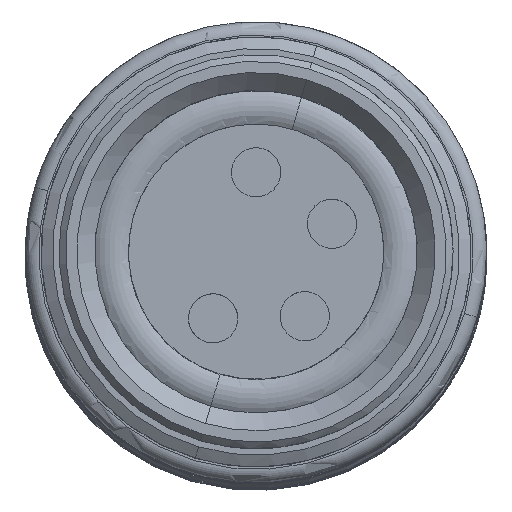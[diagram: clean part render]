
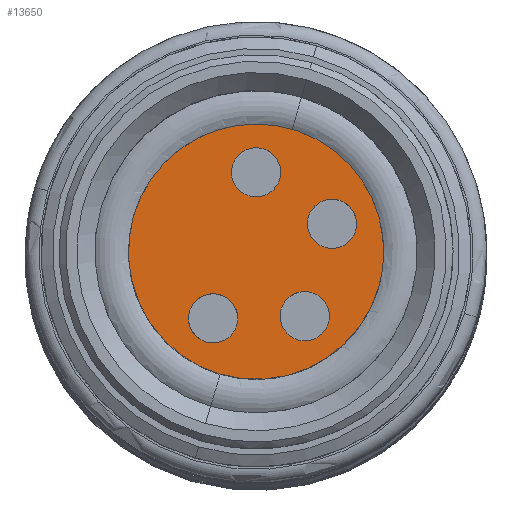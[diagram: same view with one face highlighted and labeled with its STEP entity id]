
A CAD part, top view. The second image highlights one B-rep face of the part: STEP entity #13650.
In plain terms, the highlighted planar face has unit normal (0, 0, 1).
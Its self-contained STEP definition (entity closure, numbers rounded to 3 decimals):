
#93=AXIS2_PLACEMENT_3D('Circle Axis2P3D',#91,#92,$) ;
#102=AXIS2_PLACEMENT_3D('Circle Axis2P3D',#100,#101,$) ;
#127=AXIS2_PLACEMENT_3D('Circle Axis2P3D',#125,#126,$) ;
#134=AXIS2_PLACEMENT_3D('Circle Axis2P3D',#132,#133,$) ;
#200=AXIS2_PLACEMENT_3D('Circle Axis2P3D',#198,#199,$) ;
#265=AXIS2_PLACEMENT_3D('Circle Axis2P3D',#263,#264,$) ;
#274=AXIS2_PLACEMENT_3D('Circle Axis2P3D',#272,#273,$) ;
#308=AXIS2_PLACEMENT_3D('Circle Axis2P3D',#306,#307,$) ;
#315=AXIS2_PLACEMENT_3D('Circle Axis2P3D',#313,#314,$) ;
#354=AXIS2_PLACEMENT_3D('Circle Axis2P3D',#352,#353,$) ;
#361=AXIS2_PLACEMENT_3D('Circle Axis2P3D',#359,#360,$) ;
#386=AXIS2_PLACEMENT_3D('Circle Axis2P3D',#384,#385,$) ;
#393=AXIS2_PLACEMENT_3D('Circle Axis2P3D',#391,#392,$) ;
#411=AXIS2_PLACEMENT_3D('Circle Axis2P3D',#409,#410,$) ;
#420=AXIS2_PLACEMENT_3D('Circle Axis2P3D',#418,#419,$) ;
#454=AXIS2_PLACEMENT_3D('Circle Axis2P3D',#452,#453,$) ;
#461=AXIS2_PLACEMENT_3D('Circle Axis2P3D',#459,#460,$) ;
#13620=AXIS2_PLACEMENT_3D('Plane Axis2P3D',#13617,#13618,#13619) ;
#91=CARTESIAN_POINT('Axis2P3D Location',(4.193,3.668,111.5)) ;
#95=CARTESIAN_POINT('Vertex',(3.665,3.823,111.5)) ;
#97=CARTESIAN_POINT('Vertex',(4.038,3.14,111.5)) ;
#100=CARTESIAN_POINT('Axis2P3D Location',(4.193,3.668,111.5)) ;
#104=CARTESIAN_POINT('Vertex',(4.721,3.512,111.5)) ;
#125=CARTESIAN_POINT('Axis2P3D Location',(4.193,3.668,111.5)) ;
#129=CARTESIAN_POINT('Vertex',(4.348,4.195,111.5)) ;
#132=CARTESIAN_POINT('Axis2P3D Location',(4.193,3.668,111.5)) ;
#154=CARTESIAN_POINT('Vertex',(2.418,5.962,111.5)) ;
#195=CARTESIAN_POINT('Vertex',(7.887,4.353,111.5)) ;
#198=CARTESIAN_POINT('Axis2P3D Location',(5.152,5.157,111.5)) ;
#239=CARTESIAN_POINT('Control Point',(2.418,5.962,111.5)) ;
#240=CARTESIAN_POINT('Control Point',(2.671,6.821,111.5)) ;
#241=CARTESIAN_POINT('Control Point',(3.261,7.58,111.5)) ;
#242=CARTESIAN_POINT('Control Point',(4.14,8.06,111.5)) ;
#243=CARTESIAN_POINT('Control Point',(6.056,8.229,111.5)) ;
#244=CARTESIAN_POINT('Control Point',(7.575,7.049,111.5)) ;
#245=CARTESIAN_POINT('Control Point',(8.055,6.17,111.5)) ;
#246=CARTESIAN_POINT('Control Point',(8.139,5.212,111.5)) ;
#247=CARTESIAN_POINT('Control Point',(7.887,4.353,111.5)) ;
#263=CARTESIAN_POINT('Axis2P3D Location',(6.24,3.717,111.5)) ;
#267=CARTESIAN_POINT('Vertex',(5.713,3.872,111.5)) ;
#269=CARTESIAN_POINT('Vertex',(6.085,3.189,111.5)) ;
#272=CARTESIAN_POINT('Axis2P3D Location',(6.24,3.717,111.5)) ;
#276=CARTESIAN_POINT('Vertex',(6.768,3.562,111.5)) ;
#306=CARTESIAN_POINT('Axis2P3D Location',(6.24,3.717,111.5)) ;
#310=CARTESIAN_POINT('Vertex',(6.395,4.245,111.5)) ;
#313=CARTESIAN_POINT('Axis2P3D Location',(6.24,3.717,111.5)) ;
#349=CARTESIAN_POINT('Vertex',(6.319,5.935,111.5)) ;
#352=CARTESIAN_POINT('Axis2P3D Location',(6.847,5.78,111.5)) ;
#356=CARTESIAN_POINT('Vertex',(6.692,5.252,111.5)) ;
#359=CARTESIAN_POINT('Axis2P3D Location',(6.847,5.78,111.5)) ;
#363=CARTESIAN_POINT('Vertex',(7.375,5.624,111.5)) ;
#384=CARTESIAN_POINT('Axis2P3D Location',(6.847,5.78,111.5)) ;
#388=CARTESIAN_POINT('Vertex',(7.002,6.307,111.5)) ;
#391=CARTESIAN_POINT('Axis2P3D Location',(6.847,5.78,111.5)) ;
#409=CARTESIAN_POINT('Axis2P3D Location',(5.152,6.929,111.5)) ;
#413=CARTESIAN_POINT('Vertex',(4.625,7.085,111.5)) ;
#415=CARTESIAN_POINT('Vertex',(4.997,6.402,111.5)) ;
#418=CARTESIAN_POINT('Axis2P3D Location',(5.152,6.929,111.5)) ;
#422=CARTESIAN_POINT('Vertex',(5.68,6.774,111.5)) ;
#452=CARTESIAN_POINT('Axis2P3D Location',(5.152,6.929,111.5)) ;
#456=CARTESIAN_POINT('Vertex',(5.308,7.457,111.5)) ;
#459=CARTESIAN_POINT('Axis2P3D Location',(5.152,6.929,111.5)) ;
#13617=CARTESIAN_POINT('Axis2P3D Location',(5.152,5.157,111.5)) ;
#92=DIRECTION('Axis2P3D Direction',(0.,0.,1.)) ;
#101=DIRECTION('Axis2P3D Direction',(0.,0.,1.)) ;
#126=DIRECTION('Axis2P3D Direction',(0.,0.,1.)) ;
#133=DIRECTION('Axis2P3D Direction',(0.,0.,1.)) ;
#199=DIRECTION('Axis2P3D Direction',(0.,0.,1.)) ;
#264=DIRECTION('Axis2P3D Direction',(0.,0.,1.)) ;
#273=DIRECTION('Axis2P3D Direction',(0.,0.,1.)) ;
#307=DIRECTION('Axis2P3D Direction',(0.,0.,1.)) ;
#314=DIRECTION('Axis2P3D Direction',(0.,0.,1.)) ;
#353=DIRECTION('Axis2P3D Direction',(0.,0.,1.)) ;
#360=DIRECTION('Axis2P3D Direction',(0.,0.,1.)) ;
#385=DIRECTION('Axis2P3D Direction',(0.,0.,1.)) ;
#392=DIRECTION('Axis2P3D Direction',(0.,0.,1.)) ;
#410=DIRECTION('Axis2P3D Direction',(0.,0.,1.)) ;
#419=DIRECTION('Axis2P3D Direction',(0.,0.,1.)) ;
#453=DIRECTION('Axis2P3D Direction',(0.,0.,1.)) ;
#460=DIRECTION('Axis2P3D Direction',(0.,0.,1.)) ;
#13618=DIRECTION('Axis2P3D Direction',(0.,0.,-1.)) ;
#13619=DIRECTION('Axis2P3D XDirection',(0.959,-0.282,0.)) ;
#13623=ORIENTED_EDGE('',*,*,#248,.F.) ;
#13624=ORIENTED_EDGE('',*,*,#202,.F.) ;
#13627=ORIENTED_EDGE('',*,*,#271,.F.) ;
#13628=ORIENTED_EDGE('',*,*,#317,.F.) ;
#13629=ORIENTED_EDGE('',*,*,#312,.F.) ;
#13630=ORIENTED_EDGE('',*,*,#278,.F.) ;
#13633=ORIENTED_EDGE('',*,*,#358,.F.) ;
#13634=ORIENTED_EDGE('',*,*,#395,.F.) ;
#13635=ORIENTED_EDGE('',*,*,#390,.F.) ;
#13636=ORIENTED_EDGE('',*,*,#365,.F.) ;
#13639=ORIENTED_EDGE('',*,*,#417,.F.) ;
#13640=ORIENTED_EDGE('',*,*,#463,.F.) ;
#13641=ORIENTED_EDGE('',*,*,#458,.F.) ;
#13642=ORIENTED_EDGE('',*,*,#424,.F.) ;
#13645=ORIENTED_EDGE('',*,*,#99,.F.) ;
#13646=ORIENTED_EDGE('',*,*,#136,.F.) ;
#13647=ORIENTED_EDGE('',*,*,#131,.F.) ;
#13648=ORIENTED_EDGE('',*,*,#106,.F.) ;
#13631=FACE_BOUND('',#13626,.T.) ;
#13637=FACE_BOUND('',#13632,.T.) ;
#13643=FACE_BOUND('',#13638,.T.) ;
#13649=FACE_BOUND('',#13644,.T.) ;
#13650=ADVANCED_FACE('Hauptk\X2\00F6\X0\rper',(#13625,#13631,#13637,#13643,#13649),#13621,.F.) ;
#238=B_SPLINE_CURVE_WITH_KNOTS('',5,(#239,#240,#241,#242,#243,#244,#245,#246,#247),.UNSPECIFIED.,.F.,.U.,(6,3,6),(-4.477,0.,4.477),.UNSPECIFIED.) ;
#94=CIRCLE('generated circle',#93,0.55) ;
#103=CIRCLE('generated circle',#102,0.55) ;
#128=CIRCLE('generated circle',#127,0.55) ;
#135=CIRCLE('generated circle',#134,0.55) ;
#201=CIRCLE('generated circle',#200,2.85) ;
#266=CIRCLE('generated circle',#265,0.55) ;
#275=CIRCLE('generated circle',#274,0.55) ;
#309=CIRCLE('generated circle',#308,0.55) ;
#316=CIRCLE('generated circle',#315,0.55) ;
#355=CIRCLE('generated circle',#354,0.55) ;
#362=CIRCLE('generated circle',#361,0.55) ;
#387=CIRCLE('generated circle',#386,0.55) ;
#394=CIRCLE('generated circle',#393,0.55) ;
#412=CIRCLE('generated circle',#411,0.55) ;
#421=CIRCLE('generated circle',#420,0.55) ;
#455=CIRCLE('generated circle',#454,0.55) ;
#462=CIRCLE('generated circle',#461,0.55) ;
#99=EDGE_CURVE('',#96,#98,#94,.T.) ;
#106=EDGE_CURVE('',#98,#105,#103,.T.) ;
#131=EDGE_CURVE('',#105,#130,#128,.T.) ;
#136=EDGE_CURVE('',#130,#96,#135,.T.) ;
#202=EDGE_CURVE('',#196,#155,#201,.F.) ;
#248=EDGE_CURVE('',#155,#196,#238,.T.) ;
#271=EDGE_CURVE('',#268,#270,#266,.T.) ;
#278=EDGE_CURVE('',#270,#277,#275,.T.) ;
#312=EDGE_CURVE('',#277,#311,#309,.T.) ;
#317=EDGE_CURVE('',#311,#268,#316,.T.) ;
#358=EDGE_CURVE('',#350,#357,#355,.T.) ;
#365=EDGE_CURVE('',#357,#364,#362,.T.) ;
#390=EDGE_CURVE('',#364,#389,#387,.T.) ;
#395=EDGE_CURVE('',#389,#350,#394,.T.) ;
#417=EDGE_CURVE('',#414,#416,#412,.T.) ;
#424=EDGE_CURVE('',#416,#423,#421,.T.) ;
#458=EDGE_CURVE('',#423,#457,#455,.T.) ;
#463=EDGE_CURVE('',#457,#414,#462,.T.) ;
#13622=EDGE_LOOP('',(#13623,#13624)) ;
#13626=EDGE_LOOP('',(#13627,#13628,#13629,#13630)) ;
#13632=EDGE_LOOP('',(#13633,#13634,#13635,#13636)) ;
#13638=EDGE_LOOP('',(#13639,#13640,#13641,#13642)) ;
#13644=EDGE_LOOP('',(#13645,#13646,#13647,#13648)) ;
#13625=FACE_OUTER_BOUND('',#13622,.T.) ;
#13621=PLANE('',#13620) ;
#96=VERTEX_POINT('',#95) ;
#98=VERTEX_POINT('',#97) ;
#105=VERTEX_POINT('',#104) ;
#130=VERTEX_POINT('',#129) ;
#155=VERTEX_POINT('',#154) ;
#196=VERTEX_POINT('',#195) ;
#268=VERTEX_POINT('',#267) ;
#270=VERTEX_POINT('',#269) ;
#277=VERTEX_POINT('',#276) ;
#311=VERTEX_POINT('',#310) ;
#350=VERTEX_POINT('',#349) ;
#357=VERTEX_POINT('',#356) ;
#364=VERTEX_POINT('',#363) ;
#389=VERTEX_POINT('',#388) ;
#414=VERTEX_POINT('',#413) ;
#416=VERTEX_POINT('',#415) ;
#423=VERTEX_POINT('',#422) ;
#457=VERTEX_POINT('',#456) ;
